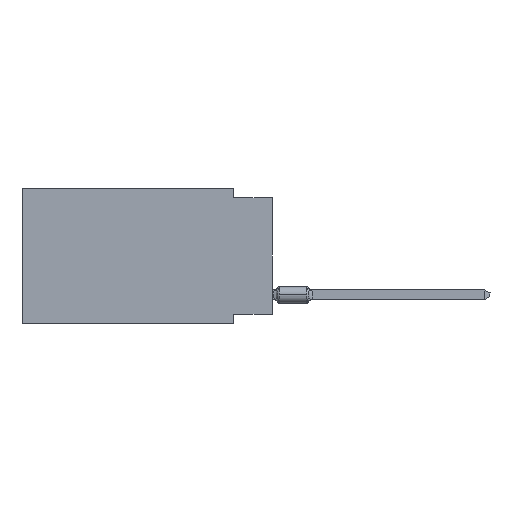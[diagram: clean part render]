
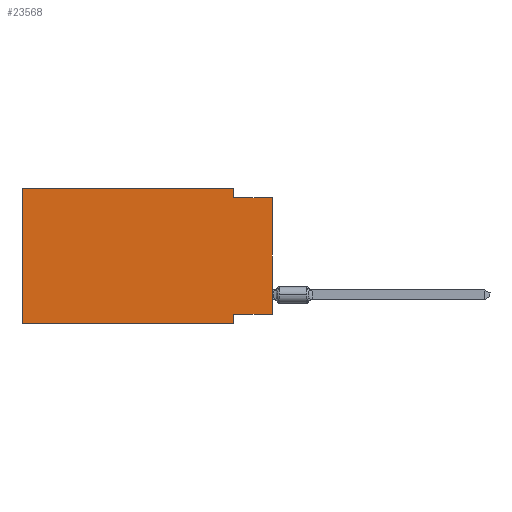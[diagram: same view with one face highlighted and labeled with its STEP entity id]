
A CAD part, left-side view. The second image highlights one B-rep face of the part: STEP entity #23568.
In plain terms, the highlighted planar face has unit normal (-1, 0, 0).
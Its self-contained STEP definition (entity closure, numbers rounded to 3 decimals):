
#1201 = EDGE_CURVE ( 'NONE', #32323, #17412, #71817, .T. ) ;
#1380 = CARTESIAN_POINT ( 'NONE',  ( 0., 16.383, 0. ) ) ;
#2943 = CARTESIAN_POINT ( 'NONE',  ( 0., 0., -8.255 ) ) ;
#3775 = LINE ( 'NONE', #73533, #56108 ) ;
#4301 = CARTESIAN_POINT ( 'NONE',  ( 0., 2.54, -8.255 ) ) ;
#4900 = LINE ( 'NONE', #75073, #37773 ) ;
#4929 = ORIENTED_EDGE ( 'NONE', *, *, #38241, .T. ) ;
#5852 = EDGE_CURVE ( 'NONE', #32323, #36706, #38932, .T. ) ;
#6108 = VECTOR ( 'NONE', #26196, 1000. ) ;
#7762 = CARTESIAN_POINT ( 'NONE',  ( 0., 2.54, -8.89 ) ) ;
#8510 = CARTESIAN_POINT ( 'NONE',  ( 0., 16.383, -8.89 ) ) ;
#12317 = ORIENTED_EDGE ( 'NONE', *, *, #47748, .F. ) ;
#12804 = DIRECTION ( 'NONE',  ( 0., 0., -1. ) ) ;
#13141 = EDGE_CURVE ( 'NONE', #29750, #17412, #65345, .T. ) ;
#13931 = FACE_OUTER_BOUND ( 'NONE', #56178, .T. ) ;
#15664 = VECTOR ( 'NONE', #42832, 1000. ) ;
#15677 = DIRECTION ( 'NONE',  ( 0., -1., 0. ) ) ;
#15914 = VERTEX_POINT ( 'NONE', #36509 ) ;
#16206 = CARTESIAN_POINT ( 'NONE',  ( 0., 16.383, 0. ) ) ;
#17412 = VERTEX_POINT ( 'NONE', #20650 ) ;
#17750 = EDGE_CURVE ( 'NONE', #36706, #20811, #3775, .T. ) ;
#19997 = CARTESIAN_POINT ( 'NONE',  ( 0., 0., 0. ) ) ;
#20034 = DIRECTION ( 'NONE',  ( 1., 0., 0. ) ) ;
#20650 = CARTESIAN_POINT ( 'NONE',  ( 0., 2.54, -8.89 ) ) ;
#20811 = VERTEX_POINT ( 'NONE', #21600 ) ;
#21412 = CARTESIAN_POINT ( 'NONE',  ( 0., 0., -0.635 ) ) ;
#21600 = CARTESIAN_POINT ( 'NONE',  ( 0., 2.54, 0. ) ) ;
#22882 = CARTESIAN_POINT ( 'NONE',  ( 0., 2.54, -0.635 ) ) ;
#23568 = ADVANCED_FACE ( 'NONE', ( #13931 ), #30327, .F. ) ;
#24982 = ORIENTED_EDGE ( 'NONE', *, *, #1201, .T. ) ;
#26196 = DIRECTION ( 'NONE',  ( 0., 1., 0. ) ) ;
#29750 = VERTEX_POINT ( 'NONE', #4301 ) ;
#30327 = PLANE ( 'NONE',  #70141 ) ;
#32323 = VERTEX_POINT ( 'NONE', #74583 ) ;
#36483 = CARTESIAN_POINT ( 'NONE',  ( 0., 0., -8.255 ) ) ;
#36509 = CARTESIAN_POINT ( 'NONE',  ( 0., 0., -0.635 ) ) ;
#36706 = VERTEX_POINT ( 'NONE', #16206 ) ;
#37016 = VECTOR ( 'NONE', #15677, 1000. ) ;
#37333 = DIRECTION ( 'NONE',  ( 0., -1., 0. ) ) ;
#37530 = LINE ( 'NONE', #19997, #69828 ) ;
#37773 = VECTOR ( 'NONE', #62843, 1000. ) ;
#38241 = EDGE_CURVE ( 'NONE', #46403, #15914, #37530, .T. ) ;
#38932 = LINE ( 'NONE', #49288, #66514 ) ;
#39905 = EDGE_CURVE ( 'NONE', #56534, #15914, #66823, .T. ) ;
#40774 = ORIENTED_EDGE ( 'NONE', *, *, #5852, .F. ) ;
#42832 = DIRECTION ( 'NONE',  ( 0., -1., 0. ) ) ;
#45021 = VECTOR ( 'NONE', #59242, 1000. ) ;
#45113 = DIRECTION ( 'NONE',  ( 0., 0., 1. ) ) ;
#46403 = VERTEX_POINT ( 'NONE', #36483 ) ;
#47748 = EDGE_CURVE ( 'NONE', #46403, #29750, #67003, .T. ) ;
#49288 = CARTESIAN_POINT ( 'NONE',  ( 0., 16.383, 0. ) ) ;
#56108 = VECTOR ( 'NONE', #37333, 1000. ) ;
#56178 = EDGE_LOOP ( 'NONE', ( #4929, #61107, #70595, #62039, #40774, #24982, #67309, #12317 ) ) ;
#56534 = VERTEX_POINT ( 'NONE', #22882 ) ;
#59242 = DIRECTION ( 'NONE',  ( 0., 0., -1. ) ) ;
#61107 = ORIENTED_EDGE ( 'NONE', *, *, #39905, .F. ) ;
#62039 = ORIENTED_EDGE ( 'NONE', *, *, #17750, .F. ) ;
#62843 = DIRECTION ( 'NONE',  ( 0., 0., -1. ) ) ;
#65345 = LINE ( 'NONE', #7762, #45021 ) ;
#66514 = VECTOR ( 'NONE', #67194, 1000. ) ;
#66823 = LINE ( 'NONE', #21412, #37016 ) ;
#67003 = LINE ( 'NONE', #2943, #6108 ) ;
#67194 = DIRECTION ( 'NONE',  ( 0., 0., 1. ) ) ;
#67309 = ORIENTED_EDGE ( 'NONE', *, *, #13141, .F. ) ;
#69828 = VECTOR ( 'NONE', #45113, 1000. ) ;
#69952 = EDGE_CURVE ( 'NONE', #20811, #56534, #4900, .T. ) ;
#70141 = AXIS2_PLACEMENT_3D ( 'NONE', #1380, #20034, #12804 ) ;
#70595 = ORIENTED_EDGE ( 'NONE', *, *, #69952, .F. ) ;
#71817 = LINE ( 'NONE', #8510, #15664 ) ;
#73533 = CARTESIAN_POINT ( 'NONE',  ( 0., 16.383, 0. ) ) ;
#74583 = CARTESIAN_POINT ( 'NONE',  ( 0., 16.383, -8.89 ) ) ;
#75073 = CARTESIAN_POINT ( 'NONE',  ( 0., 2.54, 0. ) ) ;
